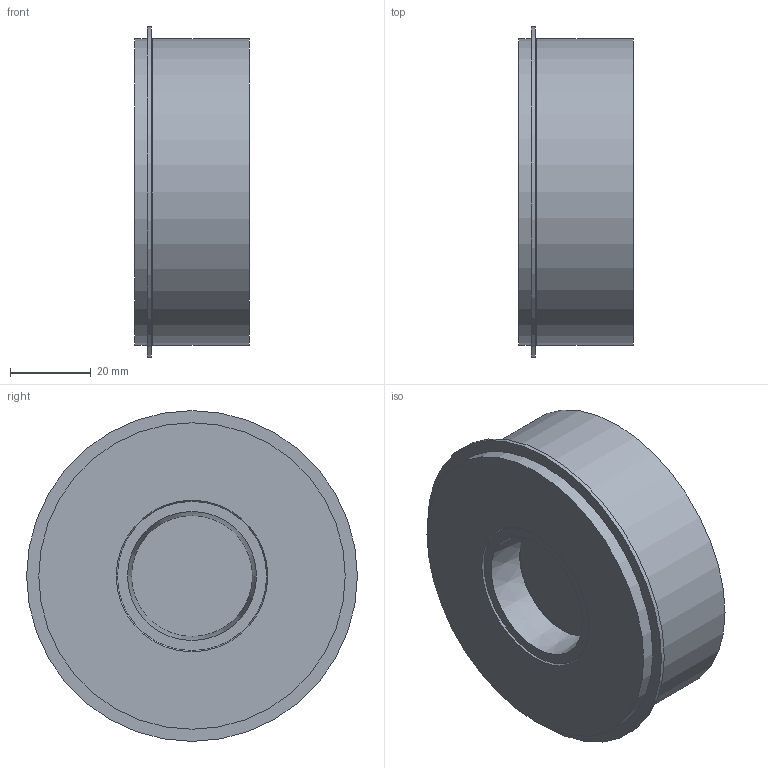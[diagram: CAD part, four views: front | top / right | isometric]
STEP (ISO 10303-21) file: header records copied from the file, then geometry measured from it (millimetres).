
FILE_DESCRIPTION((''),'2;1');
FILE_NAME('98200016.stp','2008-04-07T11:50:48',('frese'),(''),'Autodesk Inventor 2008','Autodesk Inventor 2008','');
FILE_SCHEMA(('AUTOMOTIVE_DESIGN { 1 0 10303 214 1 1 1 1 }'));
Length unit declared in the file: millimetre
Products named in the file (1): 98200016
Bounding box: 28.5 x 82 x 82 mm (x, y, z)
Volume: 94182.3 mm3; surface area: 24170.9 mm2
Topology: 1 solids, 1 shells, 76 faces, 177 edges, 116 vertices
Faces by surface type: plane 49, cylinder 21, cone 5, bspline 1
Full cylindrical faces by diameter (mm): 3.9 x3, 4.3 x3, 6 x3, 37.6 x1, 48 x1, 74.5 x1, 76 x2, 82 x1
Entity records: 2226 total; most frequent: CARTESIAN_POINT 388, DIRECTION 380, ORIENTED_EDGE 312, EDGE_CURVE 156, AXIS2_PLACEMENT_3D 148, EDGE_LOOP 114, VERTEX_POINT 111, VECTOR 84
